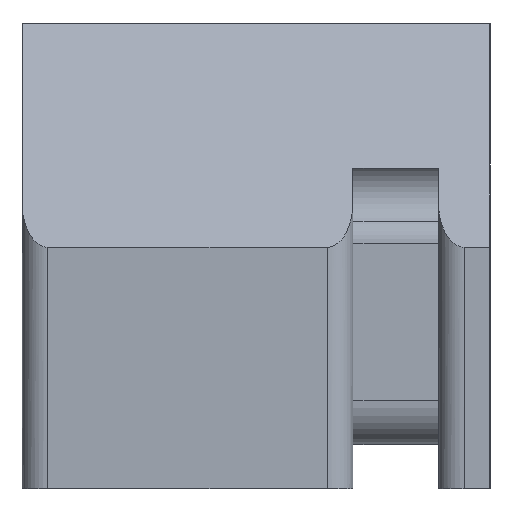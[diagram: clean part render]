
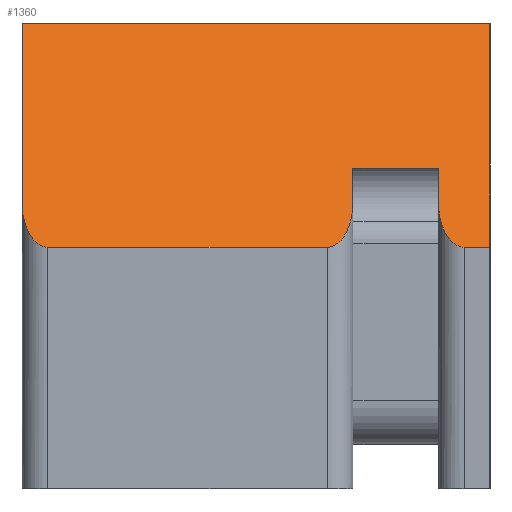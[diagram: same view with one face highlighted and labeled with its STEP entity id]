
A CAD part, left-side view. The second image highlights one B-rep face of the part: STEP entity #1360.
In plain terms, the highlighted planar face has unit normal (-0.866, 0, 0.5).
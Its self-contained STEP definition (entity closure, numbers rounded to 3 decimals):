
#42=PLANE('',#1492);
#104=FACE_OUTER_BOUND('',#174,.T.);
#174=EDGE_LOOP('',(#1158,#1159,#1160,#1161,#1162,#1163,#1164,#1165,#1166,
#1167,#1168));
#214=ELLIPSE('',#1491,1.,0.5);
#215=ELLIPSE('',#1493,1.,0.5);
#216=ELLIPSE('',#1494,1.,0.5);
#321=LINE('',#2108,#469);
#338=LINE('',#2171,#486);
#361=LINE('',#2224,#509);
#368=LINE('',#2238,#516);
#378=LINE('',#2270,#526);
#379=LINE('',#2272,#527);
#380=LINE('',#2275,#528);
#381=LINE('',#2276,#529);
#469=VECTOR('',#1683,4.);
#486=VECTOR('',#1738,0.767);
#509=VECTOR('',#1785,5.);
#516=VECTOR('',#1796,0.767);
#526=VECTOR('',#1832,5.4);
#527=VECTOR('',#1835,1.65);
#528=VECTOR('',#1838,0.5);
#529=VECTOR('',#1839,9.05);
#617=VERTEX_POINT('',#2105);
#618=VERTEX_POINT('',#2107);
#640=VERTEX_POINT('',#2168);
#641=VERTEX_POINT('',#2170);
#658=VERTEX_POINT('',#2221);
#659=VERTEX_POINT('',#2223);
#663=VERTEX_POINT('',#2235);
#664=VERTEX_POINT('',#2237);
#672=VERTEX_POINT('',#2265);
#673=VERTEX_POINT('',#2269);
#674=VERTEX_POINT('',#2273);
#773=EDGE_CURVE('',#617,#618,#321,.T.);
#803=EDGE_CURVE('',#640,#641,#338,.T.);
#830=EDGE_CURVE('',#658,#659,#361,.T.);
#837=EDGE_CURVE('',#664,#663,#368,.T.);
#852=EDGE_CURVE('',#617,#672,#214,.T.);
#854=EDGE_CURVE('',#672,#673,#378,.T.);
#855=EDGE_CURVE('',#673,#641,#215,.T.);
#856=EDGE_CURVE('',#640,#664,#379,.T.);
#857=EDGE_CURVE('',#663,#674,#216,.T.);
#858=EDGE_CURVE('',#674,#659,#380,.T.);
#859=EDGE_CURVE('',#618,#658,#381,.T.);
#1158=ORIENTED_EDGE('',*,*,#773,.F.);
#1159=ORIENTED_EDGE('',*,*,#852,.T.);
#1160=ORIENTED_EDGE('',*,*,#854,.T.);
#1161=ORIENTED_EDGE('',*,*,#855,.T.);
#1162=ORIENTED_EDGE('',*,*,#803,.F.);
#1163=ORIENTED_EDGE('',*,*,#856,.T.);
#1164=ORIENTED_EDGE('',*,*,#837,.T.);
#1165=ORIENTED_EDGE('',*,*,#857,.T.);
#1166=ORIENTED_EDGE('',*,*,#858,.T.);
#1167=ORIENTED_EDGE('',*,*,#830,.F.);
#1168=ORIENTED_EDGE('',*,*,#859,.F.);
#1360=ADVANCED_FACE('',(#104),#42,.T.);
#1491=AXIS2_PLACEMENT_3D('',#2266,#1827,#1828);
#1492=AXIS2_PLACEMENT_3D('',#2268,#1830,#1831);
#1493=AXIS2_PLACEMENT_3D('',#2271,#1833,#1834);
#1494=AXIS2_PLACEMENT_3D('',#2274,#1836,#1837);
#1683=DIRECTION('',(0.5,0.,0.866));
#1738=DIRECTION('',(-0.5,0.,-0.866));
#1785=DIRECTION('',(-0.5,0.,-0.866));
#1796=DIRECTION('',(-0.5,0.,-0.866));
#1827=DIRECTION('center_axis',(-0.866,0.,0.5));
#1828=DIRECTION('ref_axis',(-0.5,0.,-0.866));
#1830=DIRECTION('center_axis',(-0.866,0.,0.5));
#1831=DIRECTION('ref_axis',(-0.5,0.,-0.866));
#1832=DIRECTION('',(0.,-1.,0.));
#1833=DIRECTION('center_axis',(-0.866,0.,0.5));
#1834=DIRECTION('ref_axis',(-0.5,0.,-0.866));
#1835=DIRECTION('',(0.,-1.,0.));
#1836=DIRECTION('center_axis',(-0.866,0.,0.5));
#1837=DIRECTION('ref_axis',(-0.5,0.,-0.866));
#1838=DIRECTION('',(0.,-1.,0.));
#1839=DIRECTION('',(0.,-1.,0.));
#2105=CARTESIAN_POINT('',(-48.75,14.05,50.086));
#2107=CARTESIAN_POINT('',(-46.75,14.05,53.55));
#2108=CARTESIAN_POINT('',(-48.75,14.05,50.086));
#2168=CARTESIAN_POINT('',(-48.367,7.65,50.75));
#2170=CARTESIAN_POINT('',(-48.75,7.65,50.086));
#2171=CARTESIAN_POINT('',(-48.367,7.65,50.75));
#2221=CARTESIAN_POINT('',(-46.75,5.,53.55));
#2223=CARTESIAN_POINT('',(-49.25,5.,49.22));
#2224=CARTESIAN_POINT('',(-46.75,5.,53.55));
#2235=CARTESIAN_POINT('',(-48.75,6.,50.086));
#2237=CARTESIAN_POINT('',(-48.367,6.,50.75));
#2238=CARTESIAN_POINT('',(-48.367,6.,50.75));
#2265=CARTESIAN_POINT('',(-49.25,13.55,49.22));
#2266=CARTESIAN_POINT('Origin',(-48.75,13.55,50.086));
#2268=CARTESIAN_POINT('Origin',(-48.,10.775,51.385));
#2269=CARTESIAN_POINT('',(-49.25,8.15,49.22));
#2270=CARTESIAN_POINT('',(-49.25,13.55,49.22));
#2271=CARTESIAN_POINT('Origin',(-48.75,8.15,50.086));
#2272=CARTESIAN_POINT('',(-48.367,7.65,50.75));
#2273=CARTESIAN_POINT('',(-49.25,5.5,49.22));
#2274=CARTESIAN_POINT('Origin',(-48.75,5.5,50.086));
#2275=CARTESIAN_POINT('',(-49.25,5.5,49.22));
#2276=CARTESIAN_POINT('',(-46.75,14.05,53.55));
